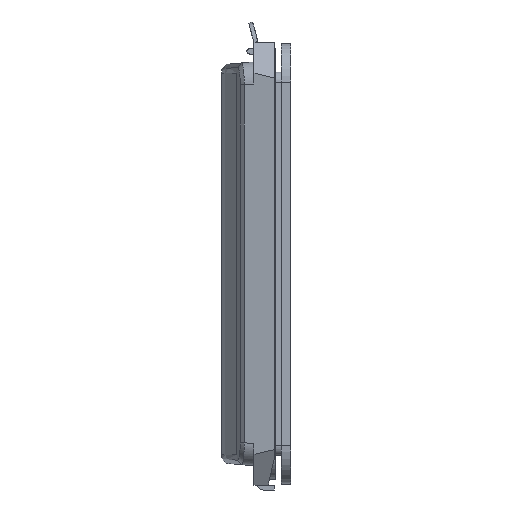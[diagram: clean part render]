
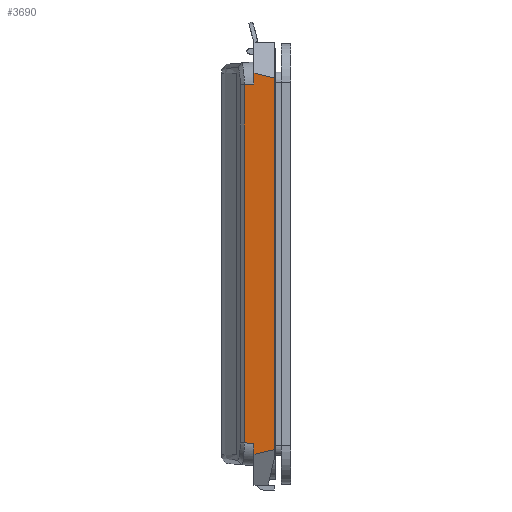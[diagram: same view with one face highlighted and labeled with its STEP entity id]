
A CAD part, left-side view. The second image highlights one B-rep face of the part: STEP entity #3690.
In plain terms, the highlighted planar face has unit normal (-0.99, 0.139, 0).
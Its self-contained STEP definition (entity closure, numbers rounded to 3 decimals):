
#1223 = CARTESIAN_POINT ( 'NONE',  ( -123.595, 10., -91.497 ) ) ;
#1224 = LINE ( 'NONE', #1223, #1236 ) ;
#1235 = DIRECTION ( 'NONE',  ( 0., 0., -1. ) ) ;
#1236 = VECTOR ( 'NONE', #1235, 1000. ) ;
#1365 = DIRECTION ( 'NONE',  ( 0., 0., -1. ) ) ;
#1367 = CARTESIAN_POINT ( 'NONE',  ( -123.697, 9.268, 93.753 ) ) ;
#1368 = LINE ( 'NONE', #1367, #1390 ) ;
#1369 = VECTOR ( 'NONE', #1365, 1000. ) ;
#1373 = LINE ( 'NONE', #1377, #1369 ) ;
#1377 = CARTESIAN_POINT ( 'NONE',  ( -122.93, 14.729, -91.497 ) ) ;
#1389 = DIRECTION ( 'NONE',  ( -0.135, -0.963, -0.234 ) ) ;
#1390 = VECTOR ( 'NONE', #1389, 1000. ) ;
#2791 = DIRECTION ( 'NONE',  ( -0.139, -0.99, 0. ) ) ;
#2793 = CARTESIAN_POINT ( 'NONE',  ( -125., 0., -91.497 ) ) ;
#2794 = DIRECTION ( 'NONE',  ( -0.99, 0.139, 0. ) ) ;
#2795 = AXIS2_PLACEMENT_3D ( 'NONE', #2793, #2794, #2791 ) ;
#2796 = FACE_OUTER_BOUND ( 'NONE', #3588, .T. ) ;
#2810 = PLANE ( 'NONE',  #2795 ) ;
#2857 = DIRECTION ( 'NONE',  ( -0.135, -0.963, 0.234 ) ) ;
#2859 = DIRECTION ( 'NONE',  ( 0., 0., 1. ) ) ;
#2860 = VECTOR ( 'NONE', #2859, 1000. ) ;
#2861 = CARTESIAN_POINT ( 'NONE',  ( -125., 0., -91.497 ) ) ;
#2862 = CARTESIAN_POINT ( 'NONE',  ( -125., 0., -91.497 ) ) ;
#2863 = CARTESIAN_POINT ( 'NONE',  ( -125., 0., -91.497 ) ) ;
#2864 = VECTOR ( 'NONE', #2857, 1000. ) ;
#2865 = LINE ( 'NONE', #2862, #2864 ) ;
#2866 = LINE ( 'NONE', #2861, #2860 ) ;
#2871 = CARTESIAN_POINT ( 'NONE',  ( -123.595, 10., -93.932 ) ) ;
#3478 = DIRECTION ( 'NONE',  ( -0.139, -0.987, -0.086 ) ) ;
#3479 = VECTOR ( 'NONE', #3478, 1000. ) ;
#3480 = CARTESIAN_POINT ( 'NONE',  ( -125.024, -0.173, -89.482 ) ) ;
#3481 = LINE ( 'NONE', #3480, #3479 ) ;
#3488 = CARTESIAN_POINT ( 'NONE',  ( -123.595, 10., -88.592 ) ) ;
#3520 = EDGE_CURVE ( 'NONE', #4890, #3709, #1224, .T. ) ;
#3575 = EDGE_CURVE ( 'NONE', #5030, #4892, #1373, .T. ) ;
#3577 = EDGE_CURVE ( 'NONE', #3739, #3775, #1368, .T. ) ;
#3587 = ORIENTED_EDGE ( 'NONE', *, *, #3577, .F. ) ;
#3588 = EDGE_LOOP ( 'NONE', ( #3776, #3777, #3765, #3693, #3694, #3698, #3587, #3591 ) ) ;
#3591 = ORIENTED_EDGE ( 'NONE', *, *, #3735, .T. ) ;
#3690 = ADVANCED_FACE ( 'NONE', ( #2796 ), #2810, .T. ) ;
#3693 = ORIENTED_EDGE ( 'NONE', *, *, #3520, .T. ) ;
#3694 = ORIENTED_EDGE ( 'NONE', *, *, #3696, .T. ) ;
#3696 = EDGE_CURVE ( 'NONE', #3709, #3697, #2865, .T. ) ;
#3697 = VERTEX_POINT ( 'NONE', #2863 ) ;
#3698 = ORIENTED_EDGE ( 'NONE', *, *, #3699, .T. ) ;
#3699 = EDGE_CURVE ( 'NONE', #3697, #3775, #2866, .T. ) ;
#3709 = VERTEX_POINT ( 'NONE', #2871 ) ;
#3735 = EDGE_CURVE ( 'NONE', #3739, #5038, #6065, .T. ) ;
#3739 = VERTEX_POINT ( 'NONE', #6105 ) ;
#3765 = ORIENTED_EDGE ( 'NONE', *, *, #4887, .T. ) ;
#3775 = VERTEX_POINT ( 'NONE', #6123 ) ;
#3776 = ORIENTED_EDGE ( 'NONE', *, *, #5039, .T. ) ;
#3777 = ORIENTED_EDGE ( 'NONE', *, *, #3575, .T. ) ;
#4887 = EDGE_CURVE ( 'NONE', #4892, #4890, #3481, .T. ) ;
#4890 = VERTEX_POINT ( 'NONE', #3488 ) ;
#4892 = VERTEX_POINT ( 'NONE', #5770 ) ;
#5030 = VERTEX_POINT ( 'NONE', #7560 ) ;
#5038 = VERTEX_POINT ( 'NONE', #7595 ) ;
#5039 = EDGE_CURVE ( 'NONE', #5038, #5030, #7625, .T. ) ;
#5770 = CARTESIAN_POINT ( 'NONE',  ( -122.93, 14.729, -88.178 ) ) ;
#6049 = VECTOR ( 'NONE', #6063, 1000. ) ;
#6063 = DIRECTION ( 'NONE',  ( 0., 0., -1. ) ) ;
#6064 = CARTESIAN_POINT ( 'NONE',  ( -123.595, 10., -91.497 ) ) ;
#6065 = LINE ( 'NONE', #6064, #6049 ) ;
#6105 = CARTESIAN_POINT ( 'NONE',  ( -123.595, 10., 93.932 ) ) ;
#6123 = CARTESIAN_POINT ( 'NONE',  ( -125., 0., 91.497 ) ) ;
#7560 = CARTESIAN_POINT ( 'NONE',  ( -122.93, 14.729, 88.178 ) ) ;
#7595 = CARTESIAN_POINT ( 'NONE',  ( -123.595, 10., 88.592 ) ) ;
#7622 = DIRECTION ( 'NONE',  ( 0.139, 0.987, -0.086 ) ) ;
#7623 = VECTOR ( 'NONE', #7622, 1000. ) ;
#7624 = CARTESIAN_POINT ( 'NONE',  ( -122.834, 15.41, 88.119 ) ) ;
#7625 = LINE ( 'NONE', #7624, #7623 ) ;
